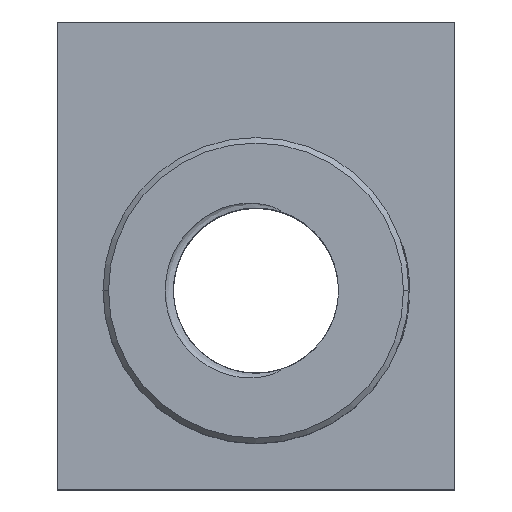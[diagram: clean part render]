
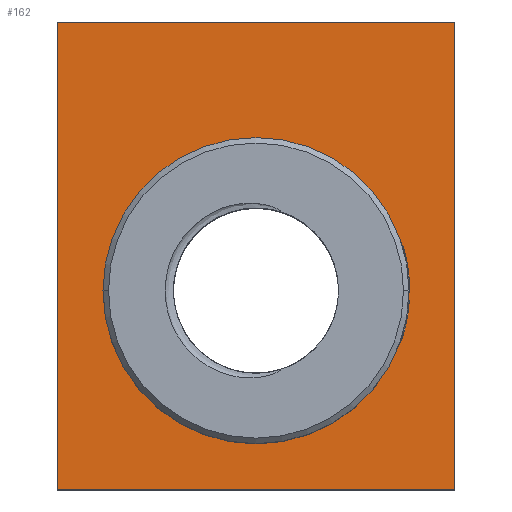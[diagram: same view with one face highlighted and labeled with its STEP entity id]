
A CAD part, top view. The second image highlights one B-rep face of the part: STEP entity #162.
In plain terms, the highlighted planar face has unit normal (0, 0, 1).
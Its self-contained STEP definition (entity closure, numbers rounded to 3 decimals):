
#39 = VERTEX_POINT('',#40);
#40 = CARTESIAN_POINT('',(0.013,-12.242,
    1.6));
#46 = EDGE_CURVE('',#39,#47,#49,.T.);
#47 = VERTEX_POINT('',#48);
#48 = CARTESIAN_POINT('',(0.013,-3.743,
    1.6));
#49 = LINE('',#50,#51);
#50 = CARTESIAN_POINT('',(0.013,-12.242,
    1.6));
#51 = VECTOR('',#52,1.);
#52 = DIRECTION('',(0.,1.,0.));
#79 = VERTEX_POINT('',#80);
#80 = CARTESIAN_POINT('',(7.242,-12.242,1.6)
  );
#86 = EDGE_CURVE('',#79,#39,#87,.T.);
#87 = LINE('',#88,#89);
#88 = CARTESIAN_POINT('',(7.242,-12.242,1.6)
  );
#89 = VECTOR('',#90,1.);
#90 = DIRECTION('',(-1.,0.,0.));
#108 = EDGE_CURVE('',#47,#109,#111,.T.);
#109 = VERTEX_POINT('',#110);
#110 = CARTESIAN_POINT('',(7.242,-3.743,1.6
    ));
#111 = LINE('',#112,#113);
#112 = CARTESIAN_POINT('',(0.013,-3.743,
    1.6));
#113 = VECTOR('',#114,1.);
#114 = DIRECTION('',(1.,0.,0.));
#162 = ADVANCED_FACE('',(#163,#174),#185,.F.);
#163 = FACE_BOUND('',#164,.F.);
#164 = EDGE_LOOP('',(#165,#166,#167,#173));
#165 = ORIENTED_EDGE('',*,*,#46,.T.);
#166 = ORIENTED_EDGE('',*,*,#108,.T.);
#167 = ORIENTED_EDGE('',*,*,#168,.T.);
#168 = EDGE_CURVE('',#109,#79,#169,.T.);
#169 = LINE('',#170,#171);
#170 = CARTESIAN_POINT('',(7.242,-3.743,1.6
    ));
#171 = VECTOR('',#172,1.);
#172 = DIRECTION('',(0.,-1.,0.));
#173 = ORIENTED_EDGE('',*,*,#86,.T.);
#174 = FACE_BOUND('',#175,.F.);
#175 = EDGE_LOOP('',(#176));
#176 = ORIENTED_EDGE('',*,*,#177,.T.);
#177 = EDGE_CURVE('',#178,#178,#180,.T.);
#178 = VERTEX_POINT('',#179);
#179 = CARTESIAN_POINT('',(5.777,-8.627,1.6)
  );
#180 = CIRCLE('',#181,2.15);
#181 = AXIS2_PLACEMENT_3D('',#182,#183,#184);
#182 = CARTESIAN_POINT('',(3.627,-8.627,1.6
    ));
#183 = DIRECTION('',(0.,0.,1.));
#184 = DIRECTION('',(1.,0.,-0.));
#185 = PLANE('',#186);
#186 = AXIS2_PLACEMENT_3D('',#187,#188,#189);
#187 = CARTESIAN_POINT('',(3.627,-7.992,1.6
    ));
#188 = DIRECTION('',(-0.,-0.,-1.));
#189 = DIRECTION('',(-1.,0.,0.));
